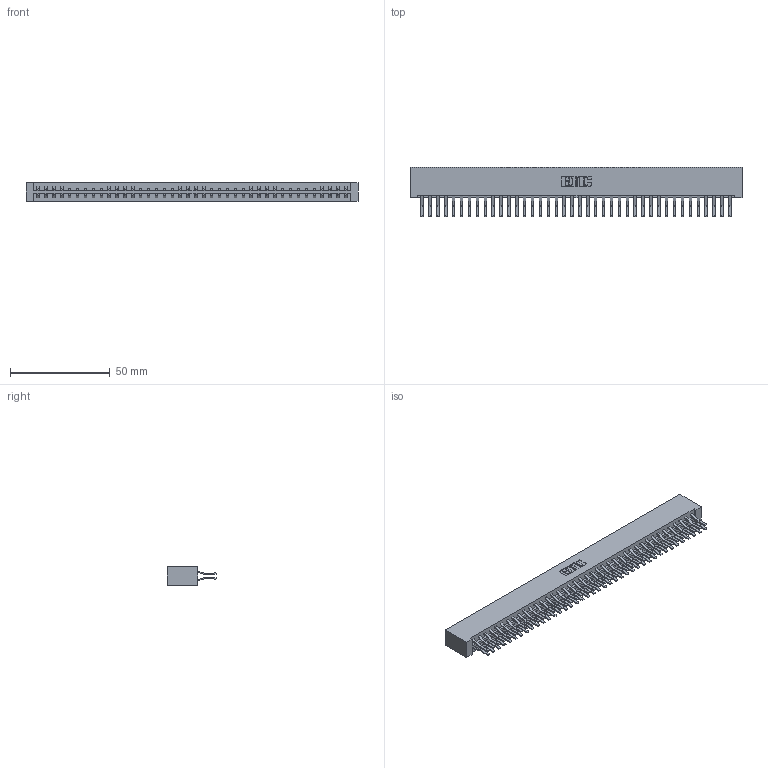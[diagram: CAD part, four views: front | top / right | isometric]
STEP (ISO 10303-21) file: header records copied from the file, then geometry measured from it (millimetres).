
FILE_DESCRIPTION (( 'STEP AP203' ), '1' );
FILE_NAME ('333-080-560-201.STEP', '2018-08-05T02:20:21', ( '' ), ( '' ), 'SwSTEP 2.0', 'SolidWorks 2016', '' );
FILE_SCHEMA (( 'CONFIG_CONTROL_DESIGN' ));
Length unit declared in the file: inch
Products named in the file (3): 333 Part_Lugless; 345-292-001_560 Tail; 333-080-560-201
Assembly tree (81 placements, depth 2):
  333-080-560-201
    333 Part_Lugless
    345-292-001_560 Tail  x80
Bounding box: 166.75 x 24.78 x 9.4 mm (x, y, z)
Volume: 18162.2 mm3; surface area: 22971 mm2
Topology: 81 solids, 81 shells, 4426 faces, 13167 edges, 8670 vertices
Faces by surface type: plane 2946, cylinder 1480
Entity records: 25803 total; most frequent: CARTESIAN_POINT 4278, ORIENTED_EDGE 4214, DIRECTION 3655, EDGE_CURVE 2107, VECTOR 1983, LINE 1983, VERTEX_POINT 1402, AXIS2_PLACEMENT_3D 836
